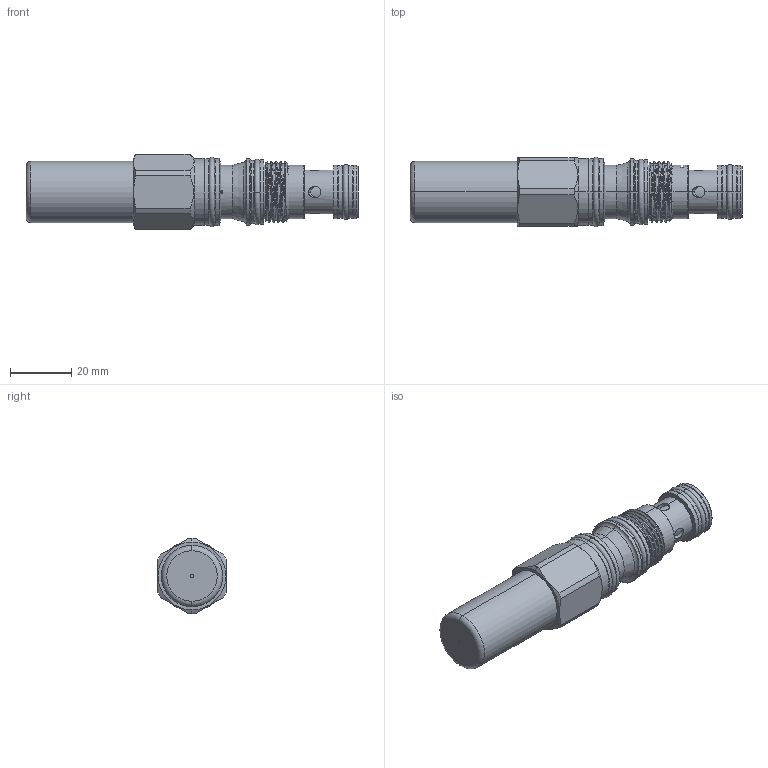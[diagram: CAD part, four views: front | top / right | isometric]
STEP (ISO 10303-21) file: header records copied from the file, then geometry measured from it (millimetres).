
FILE_DESCRIPTION (( 'STEP AP203' ), '1' );
FILE_NAME ('PG11A30-C.STEP', '2024-06-05T07:14:44', ( '' ), ( '' ), 'SwSTEP 2.0', 'SolidWorks 2018', '' );
FILE_SCHEMA (( 'CONFIG_CONTROL_DESIGN' ));
Length unit declared in the file: millimetre
Products named in the file (1): PG11A30-C
Bounding box: 108.1 x 22.56 x 24.6 mm (x, y, z)
Volume: 33371.1 mm3; surface area: 8916.1 mm2
Topology: 1 solids, 1 shells, 171 faces, 392 edges, 246 vertices
Faces by surface type: cylinder 93, cone 32, plane 32, torus 12, bspline 2
Entity records: 6234 total; most frequent: CARTESIAN_POINT 2371, DIRECTION 813, ORIENTED_EDGE 784, EDGE_CURVE 392, AXIS2_PLACEMENT_3D 344, VERTEX_POINT 246, EDGE_LOOP 194, CIRCLE 174
